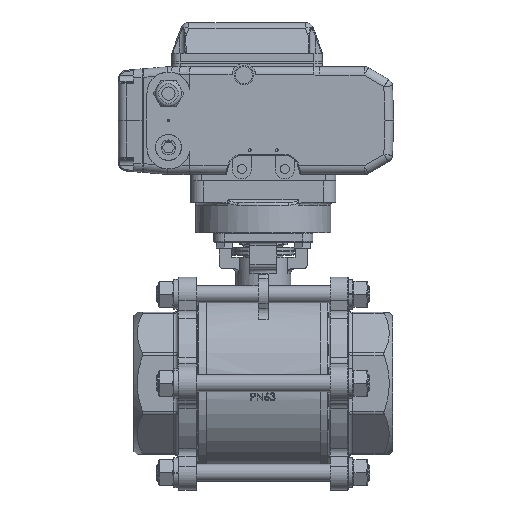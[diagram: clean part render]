
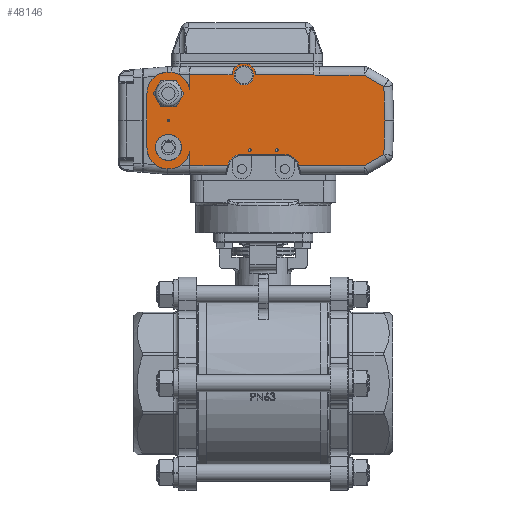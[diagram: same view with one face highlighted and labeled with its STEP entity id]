
A CAD part, top view. The second image highlights one B-rep face of the part: STEP entity #48146.
In plain terms, the highlighted face is planar.
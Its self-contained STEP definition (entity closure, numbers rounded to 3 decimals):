
#1637=B_SPLINE_CURVE_WITH_KNOTS('',3,(#113841,#113842,#113843,#113844,#113845,
#113846,#113847,#113848),.UNSPECIFIED.,.F.,.F.,(4,2,2,4),(0.,0.003,
0.004,0.005),.UNSPECIFIED.);
#3229=LINE('',#113386,#6755);
#3231=LINE('',#113398,#6757);
#3233=LINE('',#113410,#6759);
#3239=LINE('',#113501,#6765);
#3245=LINE('',#113556,#6771);
#3246=LINE('',#113564,#6772);
#3248=LINE('',#113678,#6774);
#3251=LINE('',#113685,#6777);
#3252=LINE('',#113763,#6778);
#3254=LINE('',#113766,#6780);
#3257=LINE('',#113777,#6783);
#3258=LINE('',#113854,#6784);
#3587=LINE('',#116331,#7113);
#3648=LINE('',#116467,#7174);
#3649=LINE('',#116477,#7175);
#6755=VECTOR('',#59051,1000.);
#6757=VECTOR('',#59065,1000.);
#6759=VECTOR('',#59079,1000.);
#6765=VECTOR('',#59103,1000.);
#6771=VECTOR('',#59129,1000.);
#6772=VECTOR('',#59132,1000.);
#6774=VECTOR('',#59138,1000.);
#6777=VECTOR('',#59145,1000.);
#6778=VECTOR('',#59158,1000.);
#6780=VECTOR('',#59162,1000.);
#6783=VECTOR('',#59175,1000.);
#6784=VECTOR('',#59180,1000.);
#7113=VECTOR('',#60797,1000.);
#7174=VECTOR('',#60990,1000.);
#7175=VECTOR('',#61003,1000.);
#9974=PLANE('',#52298);
#17478=ORIENTED_EDGE('',*,*,#28332,.F.);
#17479=ORIENTED_EDGE('',*,*,#28333,.F.);
#17480=ORIENTED_EDGE('',*,*,#28334,.F.);
#17481=ORIENTED_EDGE('',*,*,#27442,.T.);
#17482=ORIENTED_EDGE('',*,*,#27439,.T.);
#17483=ORIENTED_EDGE('',*,*,#27502,.T.);
#17484=ORIENTED_EDGE('',*,*,#27494,.T.);
#17485=ORIENTED_EDGE('',*,*,#27484,.T.);
#17486=ORIENTED_EDGE('',*,*,#27490,.T.);
#17487=ORIENTED_EDGE('',*,*,#27500,.T.);
#17488=ORIENTED_EDGE('',*,*,#27508,.T.);
#17489=ORIENTED_EDGE('',*,*,#27510,.T.);
#17490=ORIENTED_EDGE('',*,*,#27512,.T.);
#17491=ORIENTED_EDGE('',*,*,#27428,.T.);
#17492=ORIENTED_EDGE('',*,*,#28335,.T.);
#17493=ORIENTED_EDGE('',*,*,#27515,.T.);
#17494=ORIENTED_EDGE('',*,*,#28265,.T.);
#17495=ORIENTED_EDGE('',*,*,#27467,.T.);
#17496=ORIENTED_EDGE('',*,*,#27466,.T.);
#17497=ORIENTED_EDGE('',*,*,#27463,.T.);
#17498=ORIENTED_EDGE('',*,*,#28331,.T.);
#17499=ORIENTED_EDGE('',*,*,#27482,.T.);
#17500=ORIENTED_EDGE('',*,*,#27451,.T.);
#17501=ORIENTED_EDGE('',*,*,#27448,.T.);
#17502=ORIENTED_EDGE('',*,*,#27445,.T.);
#17503=ORIENTED_EDGE('',*,*,#28336,.F.);
#17504=ORIENTED_EDGE('',*,*,#28337,.F.);
#17505=ORIENTED_EDGE('',*,*,#28338,.F.);
#27428=EDGE_CURVE('',#33702,#33701,#37369,.T.);
#27439=EDGE_CURVE('',#33709,#33707,#3229,.T.);
#27442=EDGE_CURVE('',#33711,#33709,#37376,.T.);
#27445=EDGE_CURVE('',#33713,#33711,#3231,.T.);
#27448=EDGE_CURVE('',#33715,#33713,#37380,.T.);
#27451=EDGE_CURVE('',#33717,#33715,#3233,.T.);
#27463=EDGE_CURVE('',#33724,#33728,#37384,.T.);
#27466=EDGE_CURVE('',#33730,#33724,#3239,.T.);
#27467=EDGE_CURVE('',#33731,#33730,#37385,.T.);
#27482=EDGE_CURVE('',#33741,#33717,#3245,.T.);
#27484=EDGE_CURVE('',#33744,#33743,#3246,.T.);
#27490=EDGE_CURVE('',#33743,#33748,#3248,.T.);
#27494=EDGE_CURVE('',#33749,#33744,#3251,.T.);
#27500=EDGE_CURVE('',#33748,#33754,#3252,.T.);
#27502=EDGE_CURVE('',#33707,#33749,#3254,.T.);
#27508=EDGE_CURVE('',#33754,#33757,#3257,.T.);
#27510=EDGE_CURVE('',#33757,#33759,#1637,.T.);
#27512=EDGE_CURVE('',#33759,#33702,#3258,.T.);
#27515=EDGE_CURVE('',#33762,#33760,#37397,.T.);
#28265=EDGE_CURVE('',#33760,#33731,#3587,.T.);
#28331=EDGE_CURVE('',#33728,#33741,#3648,.T.);
#28332=EDGE_CURVE('',#34235,#34235,#37772,.T.);
#28333=EDGE_CURVE('',#34236,#34236,#37773,.T.);
#28334=EDGE_CURVE('',#34237,#34237,#37774,.T.);
#28335=EDGE_CURVE('',#33701,#33762,#3649,.T.);
#28336=EDGE_CURVE('',#34238,#34238,#37775,.T.);
#28337=EDGE_CURVE('',#34239,#34239,#37776,.T.);
#28338=EDGE_CURVE('',#34240,#34240,#37777,.T.);
#33701=VERTEX_POINT('',#113300);
#33702=VERTEX_POINT('',#113302);
#33707=VERTEX_POINT('',#113356);
#33709=VERTEX_POINT('',#113383);
#33711=VERTEX_POINT('',#113389);
#33713=VERTEX_POINT('',#113395);
#33715=VERTEX_POINT('',#113401);
#33717=VERTEX_POINT('',#113407);
#33724=VERTEX_POINT('',#113476);
#33728=VERTEX_POINT('',#113494);
#33730=VERTEX_POINT('',#113499);
#33731=VERTEX_POINT('',#113504);
#33741=VERTEX_POINT('',#113552);
#33743=VERTEX_POINT('',#113563);
#33744=VERTEX_POINT('',#113565);
#33748=VERTEX_POINT('',#113677);
#33749=VERTEX_POINT('',#113682);
#33754=VERTEX_POINT('',#113762);
#33757=VERTEX_POINT('',#113776);
#33759=VERTEX_POINT('',#113840);
#33760=VERTEX_POINT('',#113900);
#33762=VERTEX_POINT('',#113903);
#34235=VERTEX_POINT('',#116472);
#34236=VERTEX_POINT('',#116474);
#34237=VERTEX_POINT('',#116476);
#34238=VERTEX_POINT('',#116479);
#34239=VERTEX_POINT('',#116481);
#34240=VERTEX_POINT('',#116483);
#37369=CIRCLE('',#51528,11.);
#37376=CIRCLE('',#51539,13.5);
#37380=CIRCLE('',#51545,13.5);
#37384=CIRCLE('',#51555,20.);
#37385=CIRCLE('',#51558,20.);
#37397=CIRCLE('',#51586,1.114);
#37772=CIRCLE('',#52299,1.25);
#37773=CIRCLE('',#52300,1.25);
#37774=CIRCLE('',#52301,9.5);
#37775=CIRCLE('',#52302,9.5);
#37776=CIRCLE('',#52303,1.25);
#37777=CIRCLE('',#52304,9.);
#40555=EDGE_LOOP('',(#17478));
#40556=EDGE_LOOP('',(#17479));
#40557=EDGE_LOOP('',(#17480));
#40558=EDGE_LOOP('',(#17481,#17482,#17483,#17484,#17485,#17486,#17487,#17488,
#17489,#17490,#17491,#17492,#17493,#17494,#17495,#17496,#17497,#17498,#17499,
#17500,#17501,#17502));
#40559=EDGE_LOOP('',(#17503));
#40560=EDGE_LOOP('',(#17504));
#40561=EDGE_LOOP('',(#17505));
#43982=FACE_BOUND('',#40555,.T.);
#43983=FACE_BOUND('',#40556,.T.);
#43984=FACE_BOUND('',#40557,.T.);
#43985=FACE_BOUND('',#40558,.T.);
#43986=FACE_BOUND('',#40559,.T.);
#43987=FACE_BOUND('',#40560,.T.);
#43988=FACE_BOUND('',#40561,.T.);
#48146=ADVANCED_FACE('',(#43982,#43983,#43984,#43985,#43986,#43987,#43988),
#9974,.F.);
#51528=AXIS2_PLACEMENT_3D('',#113301,#59032,#59033);
#51539=AXIS2_PLACEMENT_3D('',#113392,#59058,#59059);
#51545=AXIS2_PLACEMENT_3D('',#113404,#59072,#59073);
#51555=AXIS2_PLACEMENT_3D('',#113495,#59097,#59098);
#51558=AXIS2_PLACEMENT_3D('',#113503,#59106,#59107);
#51586=AXIS2_PLACEMENT_3D('',#113902,#59182,#59183);
#52298=AXIS2_PLACEMENT_3D('',#116470,#60995,#60996);
#52299=AXIS2_PLACEMENT_3D('',#116471,#60997,#60998);
#52300=AXIS2_PLACEMENT_3D('',#116473,#60999,#61000);
#52301=AXIS2_PLACEMENT_3D('',#116475,#61001,#61002);
#52302=AXIS2_PLACEMENT_3D('',#116478,#61004,#61005);
#52303=AXIS2_PLACEMENT_3D('',#116480,#61006,#61007);
#52304=AXIS2_PLACEMENT_3D('',#116482,#61008,#61009);
#59032=DIRECTION('',(0.,0.,-1.));
#59033=DIRECTION('',(-1.,0.,0.));
#59051=DIRECTION('',(-0.259,-0.966,0.));
#59058=DIRECTION('',(0.,0.,1.));
#59059=DIRECTION('',(1.,0.,0.));
#59065=DIRECTION('',(-1.,0.,0.));
#59072=DIRECTION('',(0.,0.,1.));
#59073=DIRECTION('',(1.,0.,0.));
#59079=DIRECTION('',(-0.259,0.966,0.));
#59097=DIRECTION('',(0.,0.,-1.));
#59098=DIRECTION('',(-1.,0.,0.));
#59103=DIRECTION('',(0.,-1.,0.));
#59106=DIRECTION('',(0.,0.,-1.));
#59107=DIRECTION('',(-1.,0.,0.));
#59129=DIRECTION('',(-1.,0.,0.));
#59132=DIRECTION('',(-0.035,0.999,0.));
#59138=DIRECTION('',(0.035,0.999,0.));
#59145=DIRECTION('',(-0.866,0.5,0.));
#59158=DIRECTION('',(0.866,0.5,0.));
#59162=DIRECTION('',(-1.,0.,0.));
#59175=DIRECTION('',(1.,0.,0.));
#59180=DIRECTION('',(1.,0.,0.));
#59182=DIRECTION('',(0.,0.,-1.));
#59183=DIRECTION('',(1.,0.018,0.));
#60797=DIRECTION('',(0.,-1.,0.));
#60990=DIRECTION('',(0.,-1.,0.));
#60995=DIRECTION('',(0.,0.,1.));
#60996=DIRECTION('',(1.,0.,0.));
#60997=DIRECTION('',(0.,0.,-1.));
#60998=DIRECTION('',(-1.,0.,0.));
#60999=DIRECTION('',(0.,0.,-1.));
#61000=DIRECTION('',(-1.,0.,0.));
#61001=DIRECTION('',(0.,0.,-1.));
#61002=DIRECTION('',(-1.,0.,0.));
#61003=DIRECTION('',(1.,0.,0.));
#61004=DIRECTION('',(0.,0.,-1.));
#61005=DIRECTION('',(-1.,0.,0.));
#61006=DIRECTION('',(0.,0.,-1.));
#61007=DIRECTION('',(-1.,0.,0.));
#61008=DIRECTION('',(0.,0.,-1.));
#61009=DIRECTION('',(-1.,0.,0.));
#113300=CARTESIAN_POINT('',(28.997,42.254,-63.));
#113301=CARTESIAN_POINT('',(18.,42.,-63.));
#113302=CARTESIAN_POINT('',(7.003,42.254,-63.));
#113356=CARTESIAN_POINT('',(-33.172,-42.,-63.));
#113383=CARTESIAN_POINT('',(-33.04,-41.506,-63.));
#113386=CARTESIAN_POINT('',(-20.45,5.48,-63.));
#113389=CARTESIAN_POINT('',(-20.,-31.5,-63.));
#113392=CARTESIAN_POINT('',(-20.,-45.,-63.));
#113395=CARTESIAN_POINT('',(20.,-31.5,-63.));
#113398=CARTESIAN_POINT('',(0.,-31.5,-63.));
#113401=CARTESIAN_POINT('',(33.04,-41.506,-63.));
#113404=CARTESIAN_POINT('',(20.,-45.,-63.));
#113407=CARTESIAN_POINT('',(33.172,-42.,-63.));
#113410=CARTESIAN_POINT('',(20.45,5.48,-63.));
#113476=CARTESIAN_POINT('',(108.,-25.,-63.));
#113494=CARTESIAN_POINT('',(68.308,-28.495,-63.));
#113495=CARTESIAN_POINT('',(88.,-25.,-63.));
#113499=CARTESIAN_POINT('',(108.,25.,-63.));
#113501=CARTESIAN_POINT('',(108.,25.,-63.));
#113503=CARTESIAN_POINT('',(88.,25.,-63.));
#113504=CARTESIAN_POINT('',(68.308,28.495,-63.));
#113552=CARTESIAN_POINT('',(68.308,-42.,-63.));
#113556=CARTESIAN_POINT('',(0.,-42.,-63.));
#113563=CARTESIAN_POINT('',(-112.995,0.,-63.));
#113564=CARTESIAN_POINT('',(-112.857,-3.941,-63.));
#113565=CARTESIAN_POINT('',(-111.896,-31.481,-63.));
#113677=CARTESIAN_POINT('',(-111.896,31.481,-63.));
#113678=CARTESIAN_POINT('',(-112.857,3.941,-63.));
#113682=CARTESIAN_POINT('',(-93.676,-42.,-63.));
#113685=CARTESIAN_POINT('',(-41.606,-72.063,-63.));
#113762=CARTESIAN_POINT('',(-93.676,42.,-63.));
#113763=CARTESIAN_POINT('',(-41.606,72.063,-63.));
#113766=CARTESIAN_POINT('',(0.,-42.,-63.));
#113776=CARTESIAN_POINT('',(-52.292,42.,-63.));
#113777=CARTESIAN_POINT('',(0.,42.,-63.));
#113840=CARTESIAN_POINT('',(-47.,42.254,-63.));
#113841=CARTESIAN_POINT('',(-52.292,42.,-63.));
#113842=CARTESIAN_POINT('',(-51.408,42.,-63.));
#113843=CARTESIAN_POINT('',(-50.527,42.066,-63.));
#113844=CARTESIAN_POINT('',(-49.206,42.164,-63.));
#113845=CARTESIAN_POINT('',(-48.765,42.196,-63.));
#113846=CARTESIAN_POINT('',(-47.883,42.241,-63.));
#113847=CARTESIAN_POINT('',(-47.442,42.254,-63.));
#113848=CARTESIAN_POINT('',(-47.,42.254,-63.));
#113854=CARTESIAN_POINT('',(0.,42.254,-63.));
#113900=CARTESIAN_POINT('',(68.308,42.234,-63.));
#113902=CARTESIAN_POINT('',(67.194,42.234,-63.));
#113903=CARTESIAN_POINT('',(68.308,42.254,-63.));
#116331=CARTESIAN_POINT('',(68.308,0.,-63.));
#116467=CARTESIAN_POINT('',(68.308,0.,-63.));
#116470=CARTESIAN_POINT('',(0.,0.,-63.));
#116471=CARTESIAN_POINT('',(12.5,-27.5,-63.));
#116472=CARTESIAN_POINT('',(11.25,-27.5,-63.));
#116473=CARTESIAN_POINT('',(-12.5,-27.5,-63.));
#116474=CARTESIAN_POINT('',(-13.75,-27.5,-63.));
#116475=CARTESIAN_POINT('',(88.,-25.,-63.));
#116476=CARTESIAN_POINT('',(78.5,-25.,-63.));
#116477=CARTESIAN_POINT('',(0.,42.254,-63.));
#116478=CARTESIAN_POINT('',(88.,25.,-63.));
#116479=CARTESIAN_POINT('',(78.5,25.,-63.));
#116480=CARTESIAN_POINT('',(88.,0.,-63.));
#116481=CARTESIAN_POINT('',(86.75,0.,-63.));
#116482=CARTESIAN_POINT('',(18.,42.,-63.));
#116483=CARTESIAN_POINT('',(9.,42.,-63.));
